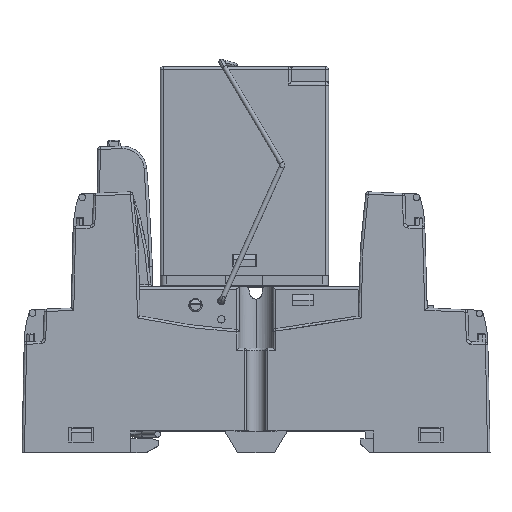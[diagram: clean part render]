
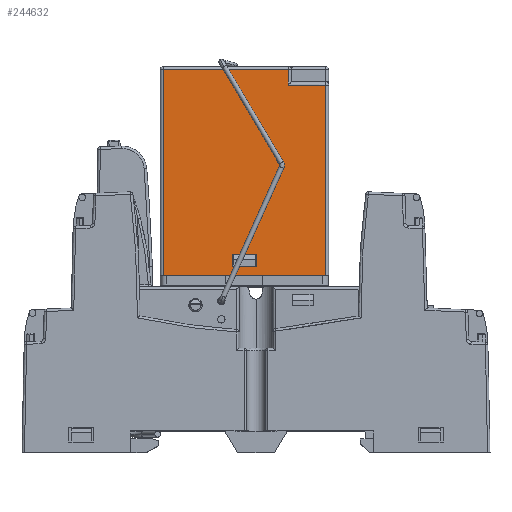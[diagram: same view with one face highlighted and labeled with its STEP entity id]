
A CAD part, top view. The second image highlights one B-rep face of the part: STEP entity #244632.
In plain terms, the highlighted planar face has unit normal (0, 0, 1).
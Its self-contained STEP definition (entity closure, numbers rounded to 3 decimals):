
#3765 = PLANE ( 'NONE',  #141811 ) ;
#5896 = VECTOR ( 'NONE', #320877, 1000. ) ;
#6877 = ORIENTED_EDGE ( 'NONE', *, *, #280404, .T. ) ;
#9431 = EDGE_CURVE ( 'NONE', #282548, #118981, #170060, .T. ) ;
#10043 = DIRECTION ( 'NONE',  ( 1., 0., 0. ) ) ;
#12135 = CARTESIAN_POINT ( 'NONE',  ( -12.267, 35.63, 10.56 ) ) ;
#18018 = CARTESIAN_POINT ( 'NONE',  ( -13.367, 38.13, 10.56 ) ) ;
#18805 = FACE_BOUND ( 'NONE', #70161, .T. ) ;
#18862 = ORIENTED_EDGE ( 'NONE', *, *, #156628, .T. ) ;
#19914 = CARTESIAN_POINT ( 'NONE',  ( -23.517, 7.98, 10.56 ) ) ;
#23536 = VECTOR ( 'NONE', #292279, 1000. ) ;
#23546 = VECTOR ( 'NONE', #10043, 1000. ) ;
#33431 = LINE ( 'NONE', #224677, #101865 ) ;
#54115 = VECTOR ( 'NONE', #67585, 1000. ) ;
#61733 = CARTESIAN_POINT ( 'NONE',  ( -13.367, 35.63, 10.56 ) ) ;
#67585 = DIRECTION ( 'NONE',  ( -1., 0., 0. ) ) ;
#70161 = EDGE_LOOP ( 'NONE', ( #258306, #89700, #18862, #112510 ) ) ;
#74275 = LINE ( 'NONE', #269335, #5896 ) ;
#86351 = LINE ( 'NONE', #141921, #54115 ) ;
#88717 = CARTESIAN_POINT ( 'NONE',  ( -23.517, 7.98, 10.56 ) ) ;
#89700 = ORIENTED_EDGE ( 'NONE', *, *, #320432, .T. ) ;
#95308 = VERTEX_POINT ( 'NONE', #171374 ) ;
#101865 = VECTOR ( 'NONE', #323650, 1000. ) ;
#105196 = LINE ( 'NONE', #18018, #181657 ) ;
#107849 = CARTESIAN_POINT ( 'NONE',  ( -18.367, 3.03, 10.56 ) ) ;
#108944 = DIRECTION ( 'NONE',  ( 0., 1., 0. ) ) ;
#109482 = VERTEX_POINT ( 'NONE', #12135 ) ;
#112510 = ORIENTED_EDGE ( 'NONE', *, *, #9431, .T. ) ;
#118981 = VERTEX_POINT ( 'NONE', #183172 ) ;
#124241 = ORIENTED_EDGE ( 'NONE', *, *, #235901, .T. ) ;
#133114 = CARTESIAN_POINT ( 'NONE',  ( -13.367, 3.03, 10.56 ) ) ;
#134976 = LINE ( 'NONE', #107849, #142084 ) ;
#141811 = AXIS2_PLACEMENT_3D ( 'NONE', #133114, #283747, #158867 ) ;
#141921 = CARTESIAN_POINT ( 'NONE',  ( -23.517, 5.98, 10.56 ) ) ;
#142018 = VERTEX_POINT ( 'NONE', #280180 ) ;
#142084 = VECTOR ( 'NONE', #108944, 1000. ) ;
#142802 = DIRECTION ( 'NONE',  ( -1., 0., 0. ) ) ;
#152713 = VERTEX_POINT ( 'NONE', #19914 ) ;
#156581 = EDGE_LOOP ( 'NONE', ( #173084, #323013, #162480, #124241, #313053, #6877 ) ) ;
#156628 = EDGE_CURVE ( 'NONE', #317992, #282548, #86351, .T. ) ;
#158867 = DIRECTION ( 'NONE',  ( 0., 1., 0. ) ) ;
#162480 = ORIENTED_EDGE ( 'NONE', *, *, #327871, .T. ) ;
#165569 = CARTESIAN_POINT ( 'NONE',  ( -13.367, 4.53, 10.56 ) ) ;
#170060 = LINE ( 'NONE', #207038, #310589 ) ;
#171374 = CARTESIAN_POINT ( 'NONE',  ( -18.367, 38.13, 10.56 ) ) ;
#171650 = FACE_OUTER_BOUND ( 'NONE', #156581, .T. ) ;
#173084 = ORIENTED_EDGE ( 'NONE', *, *, #198665, .T. ) ;
#181292 = DIRECTION ( 'NONE',  ( 0., 1., 0. ) ) ;
#181657 = VECTOR ( 'NONE', #142802, 1000. ) ;
#183172 = CARTESIAN_POINT ( 'NONE',  ( -27.517, 7.98, 10.56 ) ) ;
#193633 = DIRECTION ( 'NONE',  ( 1., 0., 0. ) ) ;
#198665 = EDGE_CURVE ( 'NONE', #95308, #276479, #105196, .T. ) ;
#207038 = CARTESIAN_POINT ( 'NONE',  ( -27.517, 5.98, 10.56 ) ) ;
#216109 = VECTOR ( 'NONE', #284410, 1000. ) ;
#224677 = CARTESIAN_POINT ( 'NONE',  ( -38.767, 4.53, 10.56 ) ) ;
#231025 = EDGE_CURVE ( 'NONE', #118981, #152713, #236773, .T. ) ;
#235901 = EDGE_CURVE ( 'NONE', #323796, #109482, #236169, .T. ) ;
#236169 = LINE ( 'NONE', #260821, #216109 ) ;
#236773 = LINE ( 'NONE', #88717, #23546 ) ;
#244632 = ADVANCED_FACE ( 'NONE', ( #171650, #18805 ), #3765, .T. ) ;
#250502 = CARTESIAN_POINT ( 'NONE',  ( -12.267, 4.53, 10.56 ) ) ;
#255527 = CARTESIAN_POINT ( 'NONE',  ( -23.517, 5.98, 10.56 ) ) ;
#258094 = CARTESIAN_POINT ( 'NONE',  ( -38.767, 38.13, 10.56 ) ) ;
#258306 = ORIENTED_EDGE ( 'NONE', *, *, #231025, .T. ) ;
#260821 = CARTESIAN_POINT ( 'NONE',  ( -12.267, 36.13, 10.56 ) ) ;
#269335 = CARTESIAN_POINT ( 'NONE',  ( -23.517, 5.98, 10.56 ) ) ;
#276428 = CARTESIAN_POINT ( 'NONE',  ( -18.367, 35.63, 10.56 ) ) ;
#276479 = VERTEX_POINT ( 'NONE', #258094 ) ;
#277100 = VECTOR ( 'NONE', #193633, 1000. ) ;
#280180 = CARTESIAN_POINT ( 'NONE',  ( -38.767, 4.53, 10.56 ) ) ;
#280404 = EDGE_CURVE ( 'NONE', #287860, #95308, #134976, .T. ) ;
#282548 = VERTEX_POINT ( 'NONE', #309395 ) ;
#283747 = DIRECTION ( 'NONE',  ( 0., 0., 1. ) ) ;
#284410 = DIRECTION ( 'NONE',  ( 0., 1., 0. ) ) ;
#284827 = LINE ( 'NONE', #61733, #23536 ) ;
#287860 = VERTEX_POINT ( 'NONE', #276428 ) ;
#292279 = DIRECTION ( 'NONE',  ( -1., 0., 0. ) ) ;
#302951 = EDGE_CURVE ( 'NONE', #276479, #142018, #33431, .T. ) ;
#309395 = CARTESIAN_POINT ( 'NONE',  ( -27.517, 5.98, 10.56 ) ) ;
#310589 = VECTOR ( 'NONE', #181292, 1000. ) ;
#313053 = ORIENTED_EDGE ( 'NONE', *, *, #331564, .T. ) ;
#317992 = VERTEX_POINT ( 'NONE', #255527 ) ;
#320432 = EDGE_CURVE ( 'NONE', #152713, #317992, #74275, .T. ) ;
#320877 = DIRECTION ( 'NONE',  ( 0., -1., 0. ) ) ;
#323013 = ORIENTED_EDGE ( 'NONE', *, *, #302951, .T. ) ;
#323650 = DIRECTION ( 'NONE',  ( 0., -1., 0. ) ) ;
#323796 = VERTEX_POINT ( 'NONE', #250502 ) ;
#327871 = EDGE_CURVE ( 'NONE', #142018, #323796, #333373, .T. ) ;
#331564 = EDGE_CURVE ( 'NONE', #109482, #287860, #284827, .T. ) ;
#333373 = LINE ( 'NONE', #165569, #277100 ) ;
